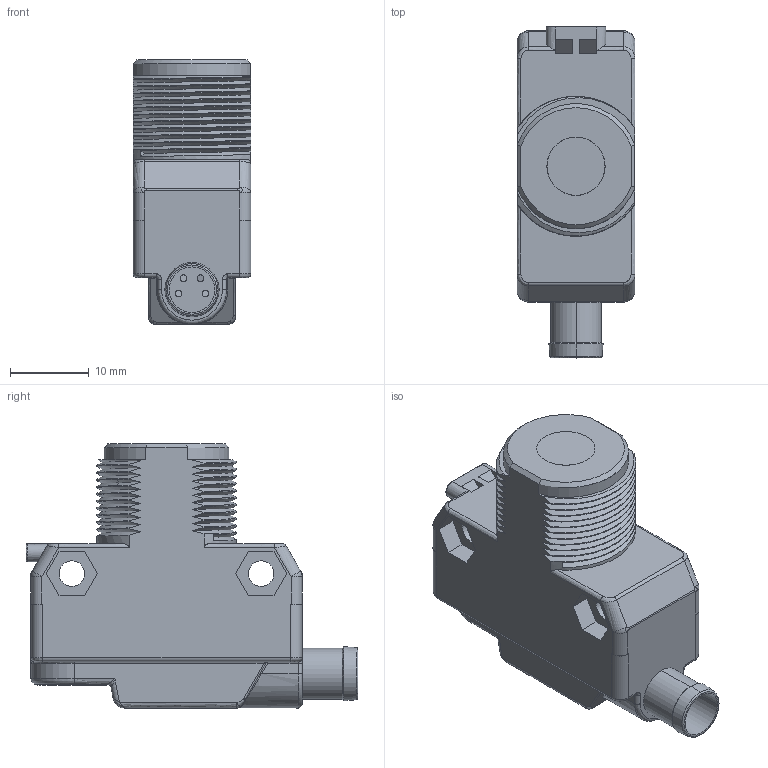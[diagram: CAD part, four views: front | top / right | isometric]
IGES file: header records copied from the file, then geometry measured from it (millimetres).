
Start section:  PTC IGES file: 148173.igs
Global section: file name: 148173.igs; native system: Pro/ENGINEER by Parametric Technology Corporation; preprocessor: 2009141; author: banengservice; organization: Unknown; date: 20100527.133013; units: inch
Bounding box: 15 x 42.21 x 33.6 mm (x, y, z)
Volume: 7029 mm3; surface area: 7478.4 mm2
Topology: 1 solids, 2 shells, 718 faces, 1832 edges, 1141 vertices
Faces by surface type: bspline 388, revolution 330
